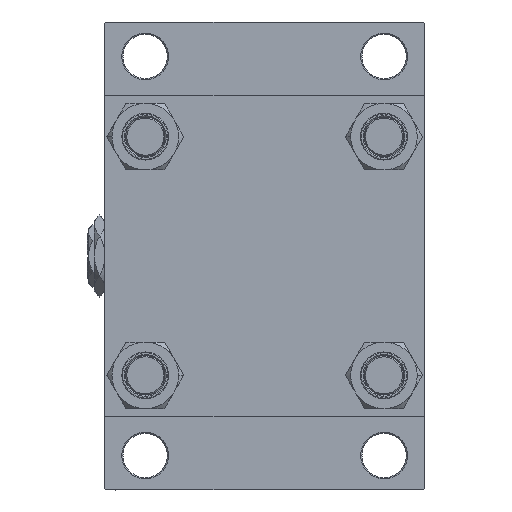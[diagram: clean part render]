
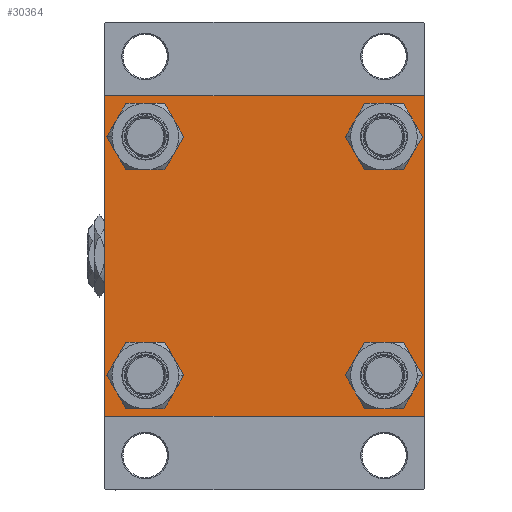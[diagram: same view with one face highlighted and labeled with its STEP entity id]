
A CAD part, left-side view. The second image highlights one B-rep face of the part: STEP entity #30364.
In plain terms, the highlighted planar face has unit normal (-1, 0, 0).
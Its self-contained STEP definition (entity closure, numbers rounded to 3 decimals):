
#104 = DIRECTION ( 'NONE',  ( 0., 0., 1. ) ) ;
#263 = CARTESIAN_POINT ( 'NONE',  ( 0., 64.75, -64.75 ) ) ;
#1122 = EDGE_CURVE ( 'NONE', #8108, #49183, #47277, .T. ) ;
#1629 = VECTOR ( 'NONE', #41992, 1000. ) ;
#1889 = CARTESIAN_POINT ( 'NONE',  ( 0., -65., -64.5 ) ) ;
#1949 = EDGE_LOOP ( 'NONE', ( #14647, #35110 ) ) ;
#1962 = CIRCLE ( 'NONE', #3547, 8.5 ) ;
#2111 = AXIS2_PLACEMENT_3D ( 'NONE', #3380, #41627, #104 ) ;
#3380 = CARTESIAN_POINT ( 'NONE',  ( 0., 48.45, -48.45 ) ) ;
#3547 = AXIS2_PLACEMENT_3D ( 'NONE', #20836, #36806, #25328 ) ;
#4001 = AXIS2_PLACEMENT_3D ( 'NONE', #10221, #33212, #48465 ) ;
#4214 = LINE ( 'NONE', #31209, #4236 ) ;
#4236 = VECTOR ( 'NONE', #46470, 1000. ) ;
#4441 = CARTESIAN_POINT ( 'NONE',  ( 0., -65., 64.5 ) ) ;
#4744 = CARTESIAN_POINT ( 'NONE',  ( 0., -48.45, 48.45 ) ) ;
#5053 = DIRECTION ( 'NONE',  ( 0., 0., -1. ) ) ;
#6034 = AXIS2_PLACEMENT_3D ( 'NONE', #41961, #18235, #49216 ) ;
#6372 = DIRECTION ( 'NONE',  ( 1., 0., 0. ) ) ;
#6622 = LINE ( 'NONE', #21876, #13528 ) ;
#6822 = EDGE_LOOP ( 'NONE', ( #28913, #37945 ) ) ;
#7085 = ORIENTED_EDGE ( 'NONE', *, *, #15512, .T. ) ;
#7203 = ORIENTED_EDGE ( 'NONE', *, *, #19720, .T. ) ;
#7335 = CARTESIAN_POINT ( 'NONE',  ( 0., -48.45, 56.95 ) ) ;
#7667 = DIRECTION ( 'NONE',  ( -1., 0., 0. ) ) ;
#8108 = VERTEX_POINT ( 'NONE', #25973 ) ;
#8334 = VERTEX_POINT ( 'NONE', #4441 ) ;
#8375 = VERTEX_POINT ( 'NONE', #31429 ) ;
#8555 = CARTESIAN_POINT ( 'NONE',  ( 0., 65., 65. ) ) ;
#9264 = DIRECTION ( 'NONE',  ( 0., -1., 0. ) ) ;
#10176 = EDGE_CURVE ( 'NONE', #26582, #48115, #43508, .T. ) ;
#10221 = CARTESIAN_POINT ( 'NONE',  ( 0., -48.45, 48.45 ) ) ;
#10968 = CARTESIAN_POINT ( 'NONE',  ( 0., -64.5, 65. ) ) ;
#11250 = LINE ( 'NONE', #11491, #1629 ) ;
#11491 = CARTESIAN_POINT ( 'NONE',  ( 0., -64.75, 64.75 ) ) ;
#11681 = VERTEX_POINT ( 'NONE', #7335 ) ;
#12323 = VERTEX_POINT ( 'NONE', #39639 ) ;
#12377 = VERTEX_POINT ( 'NONE', #46639 ) ;
#12742 = VERTEX_POINT ( 'NONE', #37468 ) ;
#13367 = VECTOR ( 'NONE', #30771, 1000. ) ;
#13528 = VECTOR ( 'NONE', #18370, 1000. ) ;
#13817 = EDGE_CURVE ( 'NONE', #12323, #16285, #1962, .T. ) ;
#14103 = AXIS2_PLACEMENT_3D ( 'NONE', #4744, #20996, #28008 ) ;
#14442 = CARTESIAN_POINT ( 'NONE',  ( 0., 0., 0. ) ) ;
#14647 = ORIENTED_EDGE ( 'NONE', *, *, #45369, .T. ) ;
#14700 = CIRCLE ( 'NONE', #29867, 8.5 ) ;
#14936 = FACE_OUTER_BOUND ( 'NONE', #16793, .T. ) ;
#15052 = CARTESIAN_POINT ( 'NONE',  ( 0., 64.5, 65. ) ) ;
#15135 = VERTEX_POINT ( 'NONE', #40887 ) ;
#15282 = LINE ( 'NONE', #263, #13367 ) ;
#15461 = DIRECTION ( 'NONE',  ( 0., 0.707, -0.707 ) ) ;
#15512 = EDGE_CURVE ( 'NONE', #12742, #8375, #27564, .T. ) ;
#16086 = EDGE_LOOP ( 'NONE', ( #18150, #48292 ) ) ;
#16264 = ORIENTED_EDGE ( 'NONE', *, *, #1122, .T. ) ;
#16285 = VERTEX_POINT ( 'NONE', #24322 ) ;
#16494 = CIRCLE ( 'NONE', #14103, 8.5 ) ;
#16793 = EDGE_LOOP ( 'NONE', ( #7085, #27021, #24982, #16264, #21727, #31163, #20937, #7203 ) ) ;
#17149 = CARTESIAN_POINT ( 'NONE',  ( 0., -48.45, -48.45 ) ) ;
#17211 = VECTOR ( 'NONE', #5053, 1000. ) ;
#17522 = VERTEX_POINT ( 'NONE', #36727 ) ;
#18150 = ORIENTED_EDGE ( 'NONE', *, *, #13817, .T. ) ;
#18235 = DIRECTION ( 'NONE',  ( 1., 0., 0. ) ) ;
#18370 = DIRECTION ( 'NONE',  ( 0., -1., 0. ) ) ;
#18438 = FACE_BOUND ( 'NONE', #6822, .T. ) ;
#19720 = EDGE_CURVE ( 'NONE', #26582, #12742, #37051, .T. ) ;
#20356 = CARTESIAN_POINT ( 'NONE',  ( 0., 48.45, -56.95 ) ) ;
#20437 = EDGE_LOOP ( 'NONE', ( #32662, #22761 ) ) ;
#20491 = VERTEX_POINT ( 'NONE', #20356 ) ;
#20774 = DIRECTION ( 'NONE',  ( 0., -0.707, 0.707 ) ) ;
#20836 = CARTESIAN_POINT ( 'NONE',  ( 0., 48.45, 48.45 ) ) ;
#20937 = ORIENTED_EDGE ( 'NONE', *, *, #10176, .F. ) ;
#20996 = DIRECTION ( 'NONE',  ( 1., 0., 0. ) ) ;
#21515 = AXIS2_PLACEMENT_3D ( 'NONE', #17149, #47894, #24423 ) ;
#21606 = VECTOR ( 'NONE', #20774, 1000. ) ;
#21634 = DIRECTION ( 'NONE',  ( 0., 0., 1. ) ) ;
#21727 = ORIENTED_EDGE ( 'NONE', *, *, #44523, .F. ) ;
#21818 = CARTESIAN_POINT ( 'NONE',  ( 0., 48.45, -39.95 ) ) ;
#21876 = CARTESIAN_POINT ( 'NONE',  ( 0., 65., -65. ) ) ;
#22564 = EDGE_CURVE ( 'NONE', #32713, #12377, #49141, .T. ) ;
#22761 = ORIENTED_EDGE ( 'NONE', *, *, #22564, .T. ) ;
#22909 = DIRECTION ( 'NONE',  ( 0., 0., 1. ) ) ;
#24322 = CARTESIAN_POINT ( 'NONE',  ( 0., 48.45, 39.95 ) ) ;
#24423 = DIRECTION ( 'NONE',  ( 0., 0., 1. ) ) ;
#24982 = ORIENTED_EDGE ( 'NONE', *, *, #38363, .T. ) ;
#25328 = DIRECTION ( 'NONE',  ( 0., 0., 1. ) ) ;
#25410 = EDGE_CURVE ( 'NONE', #16285, #12323, #27599, .T. ) ;
#25973 = CARTESIAN_POINT ( 'NONE',  ( 0., -64.5, -65. ) ) ;
#26254 = CARTESIAN_POINT ( 'NONE',  ( 0., 48.45, -48.45 ) ) ;
#26582 = VERTEX_POINT ( 'NONE', #15052 ) ;
#26676 = FACE_BOUND ( 'NONE', #16086, .T. ) ;
#27021 = ORIENTED_EDGE ( 'NONE', *, *, #29745, .T. ) ;
#27338 = EDGE_CURVE ( 'NONE', #20491, #49483, #45988, .T. ) ;
#27564 = LINE ( 'NONE', #8555, #17211 ) ;
#27599 = CIRCLE ( 'NONE', #6034, 8.5 ) ;
#27733 = EDGE_CURVE ( 'NONE', #15135, #11681, #16494, .T. ) ;
#28008 = DIRECTION ( 'NONE',  ( 0., 0., 1. ) ) ;
#28913 = ORIENTED_EDGE ( 'NONE', *, *, #40413, .T. ) ;
#29495 = DIRECTION ( 'NONE',  ( 1., 0., 0. ) ) ;
#29745 = EDGE_CURVE ( 'NONE', #8375, #17522, #15282, .T. ) ;
#29867 = AXIS2_PLACEMENT_3D ( 'NONE', #26254, #29495, #41486 ) ;
#29875 = VECTOR ( 'NONE', #15461, 1000. ) ;
#30364 = ADVANCED_FACE ( 'NONE', ( #18438, #45189, #48687, #26676, #14936 ), #41913, .T. ) ;
#30771 = DIRECTION ( 'NONE',  ( 0., -0.707, -0.707 ) ) ;
#31163 = ORIENTED_EDGE ( 'NONE', *, *, #40246, .T. ) ;
#31209 = CARTESIAN_POINT ( 'NONE',  ( 0., -65., 65. ) ) ;
#31429 = CARTESIAN_POINT ( 'NONE',  ( 0., 65., -64.5 ) ) ;
#31493 = CARTESIAN_POINT ( 'NONE',  ( 0., 65., 65. ) ) ;
#32272 = CARTESIAN_POINT ( 'NONE',  ( 0., -64.75, -64.75 ) ) ;
#32394 = AXIS2_PLACEMENT_3D ( 'NONE', #40627, #6372, #21634 ) ;
#32662 = ORIENTED_EDGE ( 'NONE', *, *, #38255, .T. ) ;
#32713 = VERTEX_POINT ( 'NONE', #48770 ) ;
#33212 = DIRECTION ( 'NONE',  ( 1., 0., 0. ) ) ;
#35110 = ORIENTED_EDGE ( 'NONE', *, *, #27338, .T. ) ;
#36678 = CIRCLE ( 'NONE', #21515, 8.5 ) ;
#36727 = CARTESIAN_POINT ( 'NONE',  ( 0., 64.5, -65. ) ) ;
#36806 = DIRECTION ( 'NONE',  ( 1., 0., 0. ) ) ;
#37051 = LINE ( 'NONE', #41051, #29875 ) ;
#37468 = CARTESIAN_POINT ( 'NONE',  ( 0., 65., 64.5 ) ) ;
#37945 = ORIENTED_EDGE ( 'NONE', *, *, #27733, .T. ) ;
#38255 = EDGE_CURVE ( 'NONE', #12377, #32713, #36678, .T. ) ;
#38363 = EDGE_CURVE ( 'NONE', #17522, #8108, #6622, .T. ) ;
#39639 = CARTESIAN_POINT ( 'NONE',  ( 0., 48.45, 56.95 ) ) ;
#39758 = AXIS2_PLACEMENT_3D ( 'NONE', #14442, #7667, #22909 ) ;
#40246 = EDGE_CURVE ( 'NONE', #8334, #48115, #11250, .T. ) ;
#40413 = EDGE_CURVE ( 'NONE', #11681, #15135, #44739, .T. ) ;
#40627 = CARTESIAN_POINT ( 'NONE',  ( 0., -48.45, -48.45 ) ) ;
#40887 = CARTESIAN_POINT ( 'NONE',  ( 0., -48.45, 39.95 ) ) ;
#41051 = CARTESIAN_POINT ( 'NONE',  ( 0., 64.75, 64.75 ) ) ;
#41486 = DIRECTION ( 'NONE',  ( 0., 0., 1. ) ) ;
#41627 = DIRECTION ( 'NONE',  ( 1., 0., 0. ) ) ;
#41913 = PLANE ( 'NONE',  #39758 ) ;
#41961 = CARTESIAN_POINT ( 'NONE',  ( 0., 48.45, 48.45 ) ) ;
#41992 = DIRECTION ( 'NONE',  ( 0., 0.707, 0.707 ) ) ;
#43508 = LINE ( 'NONE', #31493, #46573 ) ;
#44523 = EDGE_CURVE ( 'NONE', #8334, #49183, #4214, .T. ) ;
#44739 = CIRCLE ( 'NONE', #4001, 8.5 ) ;
#45189 = FACE_BOUND ( 'NONE', #20437, .T. ) ;
#45369 = EDGE_CURVE ( 'NONE', #49483, #20491, #14700, .T. ) ;
#45988 = CIRCLE ( 'NONE', #2111, 8.5 ) ;
#46470 = DIRECTION ( 'NONE',  ( 0., 0., -1. ) ) ;
#46573 = VECTOR ( 'NONE', #9264, 1000. ) ;
#46639 = CARTESIAN_POINT ( 'NONE',  ( 0., -48.45, -39.95 ) ) ;
#47277 = LINE ( 'NONE', #32272, #21606 ) ;
#47894 = DIRECTION ( 'NONE',  ( 1., 0., 0. ) ) ;
#48115 = VERTEX_POINT ( 'NONE', #10968 ) ;
#48292 = ORIENTED_EDGE ( 'NONE', *, *, #25410, .T. ) ;
#48465 = DIRECTION ( 'NONE',  ( 0., 0., 1. ) ) ;
#48687 = FACE_BOUND ( 'NONE', #1949, .T. ) ;
#48770 = CARTESIAN_POINT ( 'NONE',  ( 0., -48.45, -56.95 ) ) ;
#49141 = CIRCLE ( 'NONE', #32394, 8.5 ) ;
#49183 = VERTEX_POINT ( 'NONE', #1889 ) ;
#49216 = DIRECTION ( 'NONE',  ( 0., 0., 1. ) ) ;
#49483 = VERTEX_POINT ( 'NONE', #21818 ) ;
